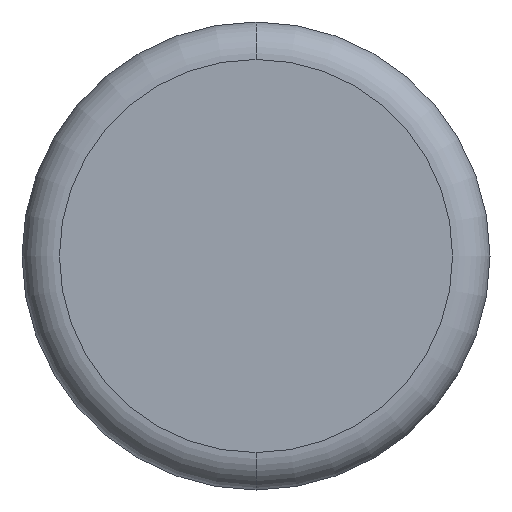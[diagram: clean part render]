
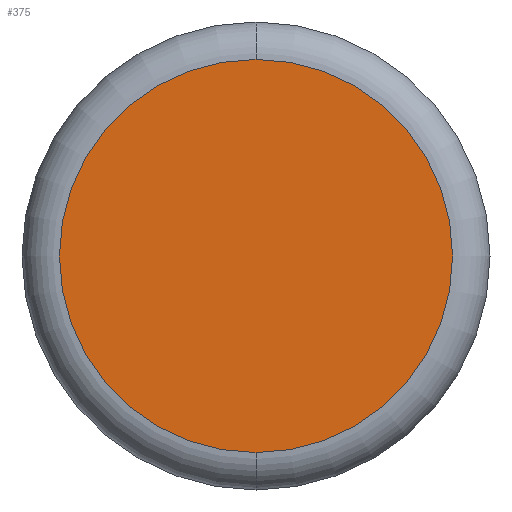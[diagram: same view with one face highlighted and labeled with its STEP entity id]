
A CAD part, front view. The second image highlights one B-rep face of the part: STEP entity #375.
In plain terms, the highlighted planar face has unit normal (0, -1, 0).
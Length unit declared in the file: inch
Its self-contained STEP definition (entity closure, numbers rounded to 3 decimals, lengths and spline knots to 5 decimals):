
#16 = VERTEX_POINT ( 'NONE', #180 ) ;
#19 = VERTEX_POINT ( 'NONE', #403 ) ;
#44 = AXIS2_PLACEMENT_3D ( 'NONE', #376, #493, #386 ) ;
#89 = EDGE_CURVE ( 'NONE', #19, #16, #297, .T. ) ;
#95 = FACE_OUTER_BOUND ( 'NONE', #216, .T. ) ;
#157 = CARTESIAN_POINT ( 'NONE',  ( 0., 0., 0. ) ) ;
#180 = CARTESIAN_POINT ( 'NONE',  ( 0., 0., -0.1575 ) ) ;
#216 = EDGE_LOOP ( 'NONE', ( #248, #222 ) ) ;
#222 = ORIENTED_EDGE ( 'NONE', *, *, #89, .T. ) ;
#228 = PLANE ( 'NONE',  #455 ) ;
#244 = CARTESIAN_POINT ( 'NONE',  ( 0., 0., 0. ) ) ;
#248 = ORIENTED_EDGE ( 'NONE', *, *, #504, .T. ) ;
#262 = CIRCLE ( 'NONE', #44, 0.1575 ) ;
#297 = CIRCLE ( 'NONE', #407, 0.1575 ) ;
#362 = DIRECTION ( 'NONE',  ( 0., 0., -1. ) ) ;
#375 = ADVANCED_FACE ( 'NONE', ( #95 ), #228, .T. ) ;
#376 = CARTESIAN_POINT ( 'NONE',  ( 0., 0., 0. ) ) ;
#386 = DIRECTION ( 'NONE',  ( 0., 0., -1. ) ) ;
#403 = CARTESIAN_POINT ( 'NONE',  ( 0., 0., 0.1575 ) ) ;
#407 = AXIS2_PLACEMENT_3D ( 'NONE', #244, #444, #362 ) ;
#410 = DIRECTION ( 'NONE',  ( 0., 0., -1. ) ) ;
#444 = DIRECTION ( 'NONE',  ( 0., -1., 0. ) ) ;
#448 = DIRECTION ( 'NONE',  ( 0., -1., 0. ) ) ;
#455 = AXIS2_PLACEMENT_3D ( 'NONE', #157, #448, #410 ) ;
#493 = DIRECTION ( 'NONE',  ( 0., -1., 0. ) ) ;
#504 = EDGE_CURVE ( 'NONE', #16, #19, #262, .T. ) ;
